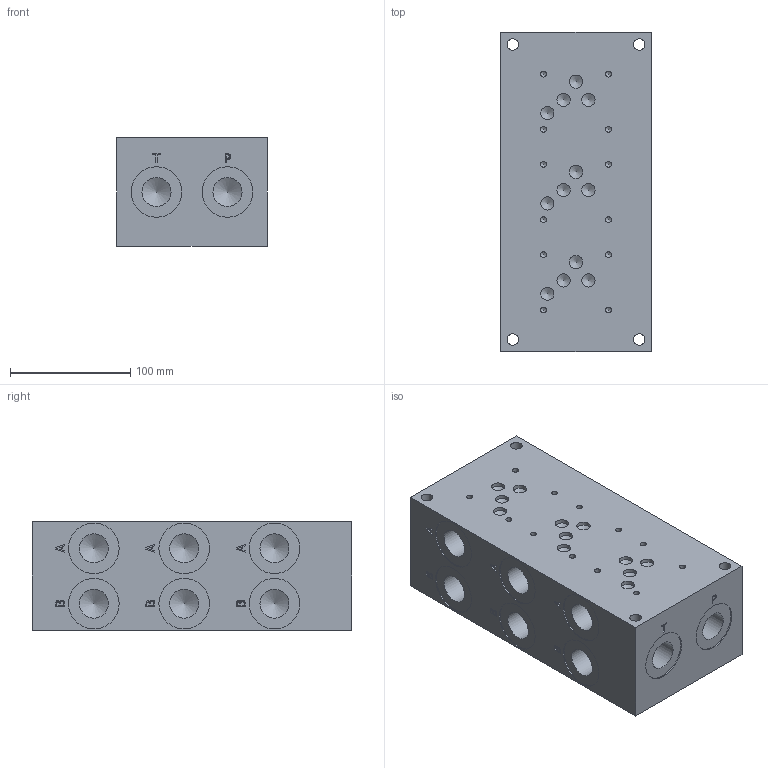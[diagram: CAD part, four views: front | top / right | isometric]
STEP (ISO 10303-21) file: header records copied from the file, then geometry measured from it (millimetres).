
FILE_DESCRIPTION((''),'2;1');
FILE_NAME('Type2003.stp','2013-06-20T14:08:49',('Eric'),(''),'Autodesk Inventor 2012','Autodesk Inventor 2012','');
FILE_SCHEMA(('AUTOMOTIVE_DESIGN { 1 0 10303 214 1 1 1 1 }'));
Length unit declared in the file: millimetre
Products named in the file (1): Type2003
Bounding box: 125 x 265 x 90 mm (x, y, z)
Volume: 2841606.2 mm3; surface area: 167192.8 mm2
Topology: 1 solids, 1 shells, 272 faces, 697 edges, 458 vertices
Faces by surface type: plane 132, bspline 58, cylinder 48, cone 34
Full cylindrical faces by diameter (mm): 4.917 x12, 9.5 x4, 11 x12, 24.117 x10, 42 x10
Entity records: 7685 total; most frequent: CARTESIAN_POINT 2004, ORIENTED_EDGE 1134, DIRECTION 977, EDGE_CURVE 567, VERTEX_POINT 410, EDGE_LOOP 393, VECTOR 355, LINE 355
